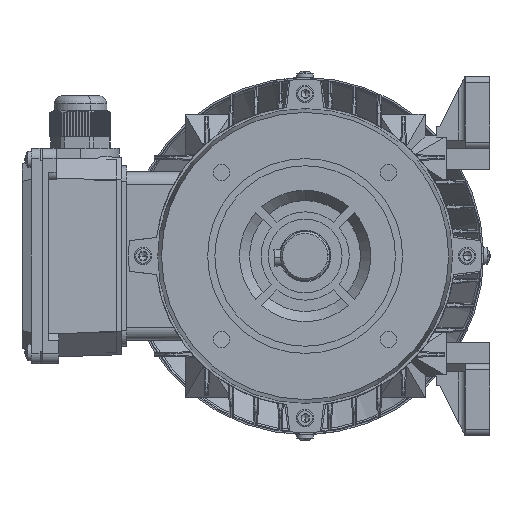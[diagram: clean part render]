
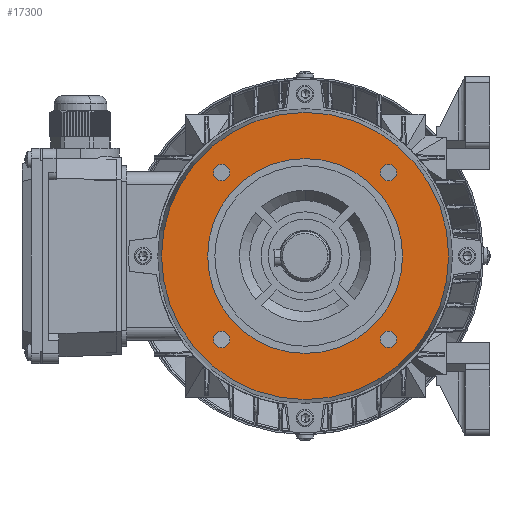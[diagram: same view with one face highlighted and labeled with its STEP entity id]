
A CAD part, left-side view. The second image highlights one B-rep face of the part: STEP entity #17300.
In plain terms, the highlighted planar face has unit normal (-1, 0, 0).
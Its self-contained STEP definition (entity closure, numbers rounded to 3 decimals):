
#12840 = EDGE_CURVE ( 'NONE', #12888, #12893, #19198, .T. ) ;
#12850 = EDGE_CURVE ( 'NONE', #12853, #12854, #19327, .T. ) ;
#12853 = VERTEX_POINT ( 'NONE', #19318 ) ;
#12854 = VERTEX_POINT ( 'NONE', #19316 ) ;
#12888 = VERTEX_POINT ( 'NONE', #19262 ) ;
#12893 = VERTEX_POINT ( 'NONE', #19394 ) ;
#12932 = EDGE_CURVE ( 'NONE', #12933, #17760, #19410, .T. ) ;
#12933 = VERTEX_POINT ( 'NONE', #19546 ) ;
#12938 = EDGE_CURVE ( 'NONE', #72806, #72759, #19537, .T. ) ;
#13903 = VERTEX_POINT ( 'NONE', #22117 ) ;
#13910 = EDGE_CURVE ( 'NONE', #13912, #13903, #22110, .T. ) ;
#13912 = VERTEX_POINT ( 'NONE', #22102 ) ;
#13947 = EDGE_CURVE ( 'NONE', #13949, #13951, #22184, .T. ) ;
#13949 = VERTEX_POINT ( 'NONE', #22165 ) ;
#13951 = VERTEX_POINT ( 'NONE', #22154 ) ;
#16000 = EDGE_LOOP ( 'NONE', ( #17268, #17269 ) ) ;
#17268 = ORIENTED_EDGE ( 'NONE', *, *, #12840, .F. ) ;
#17269 = ORIENTED_EDGE ( 'NONE', *, *, #17270, .F. ) ;
#17270 = EDGE_CURVE ( 'NONE', #12893, #12888, #54312, .T. ) ;
#17272 = EDGE_LOOP ( 'NONE', ( #17274, #17276 ) ) ;
#17274 = ORIENTED_EDGE ( 'NONE', *, *, #12932, .F. ) ;
#17276 = ORIENTED_EDGE ( 'NONE', *, *, #17278, .F. ) ;
#17278 = EDGE_CURVE ( 'NONE', #17760, #12933, #54371, .T. ) ;
#17281 = EDGE_LOOP ( 'NONE', ( #17282, #17285 ) ) ;
#17282 = ORIENTED_EDGE ( 'NONE', *, *, #13910, .T. ) ;
#17285 = ORIENTED_EDGE ( 'NONE', *, *, #17297, .T. ) ;
#17289 = EDGE_LOOP ( 'NONE', ( #17290, #17387 ) ) ;
#17290 = ORIENTED_EDGE ( 'NONE', *, *, #13947, .F. ) ;
#17297 = EDGE_CURVE ( 'NONE', #13903, #13912, #54362, .T. ) ;
#17300 = ADVANCED_FACE ( 'NONE', ( #54357, #54356, #54355, #54354, #54353, #54352 ), #54351, .T. ) ;
#17303 = EDGE_LOOP ( 'NONE', ( #17305, #17307 ) ) ;
#17305 = ORIENTED_EDGE ( 'NONE', *, *, #12850, .F. ) ;
#17307 = ORIENTED_EDGE ( 'NONE', *, *, #17309, .F. ) ;
#17309 = EDGE_CURVE ( 'NONE', #12854, #12853, #54349, .T. ) ;
#17312 = EDGE_LOOP ( 'NONE', ( #17315, #17317 ) ) ;
#17315 = ORIENTED_EDGE ( 'NONE', *, *, #12938, .F. ) ;
#17317 = ORIENTED_EDGE ( 'NONE', *, *, #17318, .F. ) ;
#17318 = EDGE_CURVE ( 'NONE', #72759, #72806, #54403, .T. ) ;
#17387 = ORIENTED_EDGE ( 'NONE', *, *, #17388, .F. ) ;
#17388 = EDGE_CURVE ( 'NONE', #13951, #13949, #54451, .T. ) ;
#17760 = VERTEX_POINT ( 'NONE', #54738 ) ;
#19180 = DIRECTION ( 'NONE',  ( 0., 0., 1. ) ) ;
#19182 = DIRECTION ( 'NONE',  ( -1., 0., 0. ) ) ;
#19184 = CARTESIAN_POINT ( 'NONE',  ( 3., 40.659, -40.659 ) ) ;
#19186 = AXIS2_PLACEMENT_3D ( 'NONE', #19184, #19182, #19180 ) ;
#19198 = CIRCLE ( 'NONE', #19186, 4. ) ;
#19262 = CARTESIAN_POINT ( 'NONE',  ( 3., 40.659, -44.659 ) ) ;
#19316 = CARTESIAN_POINT ( 'NONE',  ( 3., -40.659, 44.659 ) ) ;
#19318 = CARTESIAN_POINT ( 'NONE',  ( 3., -40.659, 36.659 ) ) ;
#19320 = DIRECTION ( 'NONE',  ( 0., 0., 1. ) ) ;
#19322 = DIRECTION ( 'NONE',  ( -1., 0., 0. ) ) ;
#19323 = CARTESIAN_POINT ( 'NONE',  ( 3., -40.659, 40.659 ) ) ;
#19325 = AXIS2_PLACEMENT_3D ( 'NONE', #19323, #19322, #19320 ) ;
#19327 = CIRCLE ( 'NONE', #19325, 4. ) ;
#19394 = CARTESIAN_POINT ( 'NONE',  ( 3., 40.659, -36.659 ) ) ;
#19410 = CIRCLE ( 'NONE', #19553, 4. ) ;
#19531 = DIRECTION ( 'NONE',  ( 0., 0., 1. ) ) ;
#19533 = DIRECTION ( 'NONE',  ( -1., 0., 0. ) ) ;
#19534 = CARTESIAN_POINT ( 'NONE',  ( 3., -40.659, -40.659 ) ) ;
#19536 = AXIS2_PLACEMENT_3D ( 'NONE', #19534, #19533, #19531 ) ;
#19537 = CIRCLE ( 'NONE', #19536, 4. ) ;
#19546 = CARTESIAN_POINT ( 'NONE',  ( 3., 40.659, 36.659 ) ) ;
#19548 = DIRECTION ( 'NONE',  ( 0., 0., 1. ) ) ;
#19550 = DIRECTION ( 'NONE',  ( -1., 0., 0. ) ) ;
#19552 = CARTESIAN_POINT ( 'NONE',  ( 3., 40.659, 40.659 ) ) ;
#19553 = AXIS2_PLACEMENT_3D ( 'NONE', #19552, #19550, #19548 ) ;
#22102 = CARTESIAN_POINT ( 'NONE',  ( 3., 0., 70. ) ) ;
#22104 = DIRECTION ( 'NONE',  ( 0., 0., 1. ) ) ;
#22105 = DIRECTION ( 'NONE',  ( -1., 0., 0. ) ) ;
#22107 = CARTESIAN_POINT ( 'NONE',  ( 3., 0., 0. ) ) ;
#22108 = AXIS2_PLACEMENT_3D ( 'NONE', #22107, #22105, #22104 ) ;
#22110 = CIRCLE ( 'NONE', #22108, 70. ) ;
#22117 = CARTESIAN_POINT ( 'NONE',  ( 3., 0., -70. ) ) ;
#22154 = CARTESIAN_POINT ( 'NONE',  ( 3., 0., -47.5 ) ) ;
#22165 = CARTESIAN_POINT ( 'NONE',  ( 3., 0., 47.5 ) ) ;
#22167 = DIRECTION ( 'NONE',  ( 0., 0., 1. ) ) ;
#22169 = DIRECTION ( 'NONE',  ( -1., 0., 0. ) ) ;
#22171 = CARTESIAN_POINT ( 'NONE',  ( 3., 0., 0. ) ) ;
#22173 = AXIS2_PLACEMENT_3D ( 'NONE', #22171, #22169, #22167 ) ;
#22184 = CIRCLE ( 'NONE', #22173, 47.5 ) ;
#54309 = DIRECTION ( 'NONE',  ( 0., 0., 1. ) ) ;
#54310 = DIRECTION ( 'NONE',  ( -1., 0., 0. ) ) ;
#54311 = AXIS2_PLACEMENT_3D ( 'NONE', #54317, #54310, #54309 ) ;
#54312 = CIRCLE ( 'NONE', #54311, 4. ) ;
#54317 = CARTESIAN_POINT ( 'NONE',  ( 3., 40.659, -40.659 ) ) ;
#54342 = DIRECTION ( 'NONE',  ( 0., 0., 1. ) ) ;
#54343 = DIRECTION ( 'NONE',  ( -1., 0., 0. ) ) ;
#54344 = CARTESIAN_POINT ( 'NONE',  ( 3., -40.659, 40.659 ) ) ;
#54345 = AXIS2_PLACEMENT_3D ( 'NONE', #54344, #54343, #54342 ) ;
#54346 = DIRECTION ( 'NONE',  ( 0., 0., 1. ) ) ;
#54347 = DIRECTION ( 'NONE',  ( -1., 0., 0. ) ) ;
#54348 = AXIS2_PLACEMENT_3D ( 'NONE', #54350, #54347, #54346 ) ;
#54349 = CIRCLE ( 'NONE', #54345, 4. ) ;
#54350 = CARTESIAN_POINT ( 'NONE',  ( 3., -28.387, 0. ) ) ;
#54351 = PLANE ( 'NONE',  #54348 ) ;
#54352 = FACE_BOUND ( 'NONE', #17289, .T. ) ;
#54353 = FACE_OUTER_BOUND ( 'NONE', #17281, .T. ) ;
#54354 = FACE_BOUND ( 'NONE', #17272, .T. ) ;
#54355 = FACE_BOUND ( 'NONE', #16000, .T. ) ;
#54356 = FACE_BOUND ( 'NONE', #17312, .T. ) ;
#54357 = FACE_BOUND ( 'NONE', #17303, .T. ) ;
#54358 = DIRECTION ( 'NONE',  ( 0., 0., 1. ) ) ;
#54359 = DIRECTION ( 'NONE',  ( -1., 0., 0. ) ) ;
#54360 = CARTESIAN_POINT ( 'NONE',  ( 3., 0., 0. ) ) ;
#54361 = AXIS2_PLACEMENT_3D ( 'NONE', #54360, #54359, #54358 ) ;
#54362 = CIRCLE ( 'NONE', #54361, 70. ) ;
#54367 = DIRECTION ( 'NONE',  ( 0., 0., 1. ) ) ;
#54368 = DIRECTION ( 'NONE',  ( -1., 0., 0. ) ) ;
#54369 = CARTESIAN_POINT ( 'NONE',  ( 3., 40.659, 40.659 ) ) ;
#54370 = AXIS2_PLACEMENT_3D ( 'NONE', #54369, #54368, #54367 ) ;
#54371 = CIRCLE ( 'NONE', #54370, 4. ) ;
#54399 = DIRECTION ( 'NONE',  ( 0., 0., 1. ) ) ;
#54400 = DIRECTION ( 'NONE',  ( -1., 0., 0. ) ) ;
#54401 = CARTESIAN_POINT ( 'NONE',  ( 3., -40.659, -40.659 ) ) ;
#54402 = AXIS2_PLACEMENT_3D ( 'NONE', #54401, #54400, #54399 ) ;
#54403 = CIRCLE ( 'NONE', #54402, 4. ) ;
#54447 = DIRECTION ( 'NONE',  ( 0., 0., 1. ) ) ;
#54448 = DIRECTION ( 'NONE',  ( -1., 0., 0. ) ) ;
#54449 = CARTESIAN_POINT ( 'NONE',  ( 3., 0., 0. ) ) ;
#54450 = AXIS2_PLACEMENT_3D ( 'NONE', #54449, #54448, #54447 ) ;
#54451 = CIRCLE ( 'NONE', #54450, 47.5 ) ;
#54738 = CARTESIAN_POINT ( 'NONE',  ( 3., 40.659, 44.659 ) ) ;
#72759 = VERTEX_POINT ( 'NONE', #103334 ) ;
#72806 = VERTEX_POINT ( 'NONE', #103332 ) ;
#103332 = CARTESIAN_POINT ( 'NONE',  ( 3., -40.659, -44.659 ) ) ;
#103334 = CARTESIAN_POINT ( 'NONE',  ( 3., -40.659, -36.659 ) ) ;
